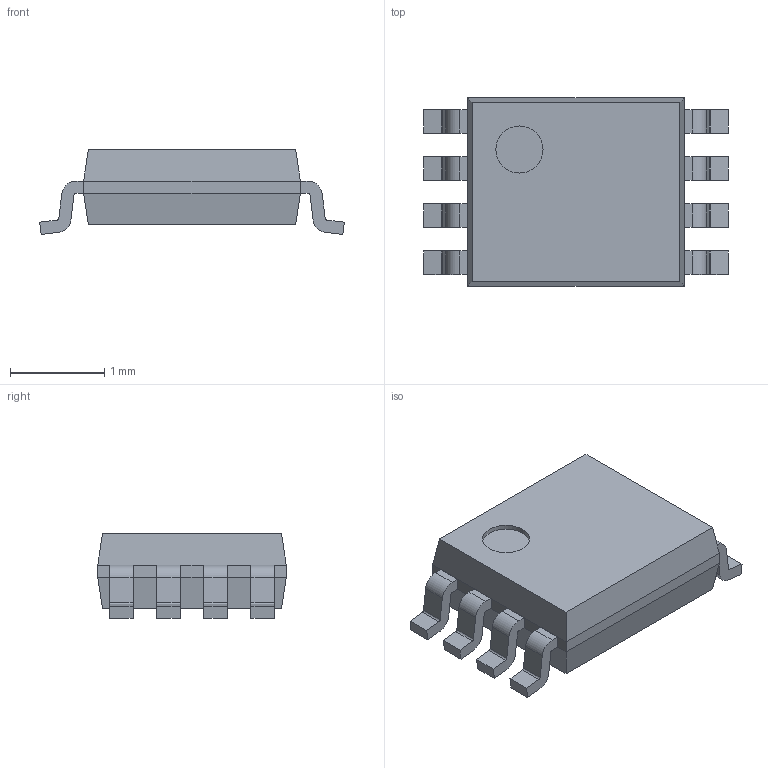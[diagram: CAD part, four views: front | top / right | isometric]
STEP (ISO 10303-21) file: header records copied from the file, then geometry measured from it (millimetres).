
FILE_DESCRIPTION((''),'2;1');
FILE_NAME('SOP50P310X90-8N.stp','2011-01-11T17:19:20',(''),(''),'Mechanical Desktop 2011','Mechanical Desktop 2011',', , ');
FILE_SCHEMA(('AUTOMOTIVE_DESIGN { 1 2 10303 214 1 1 1 1 }'));
Length unit declared in the file: millimetre
Products named in the file (1): Product
Bounding box: 3.23 x 2 x 0.9 mm (x, y, z)
Volume: 3.7 mm3; surface area: 20.5 mm2
Topology: 9 solids, 9 shells, 129 faces, 326 edges, 220 vertices
Faces by surface type: bspline 62, plane 49, cylinder 18
Entity records: 4108 total; most frequent: CARTESIAN_POINT 1082, ORIENTED_EDGE 644, DIRECTION 530, EDGE_CURVE 322, VECTOR 258, LINE 258, VERTEX_POINT 212, AXIS2_PLACEMENT_3D 136
